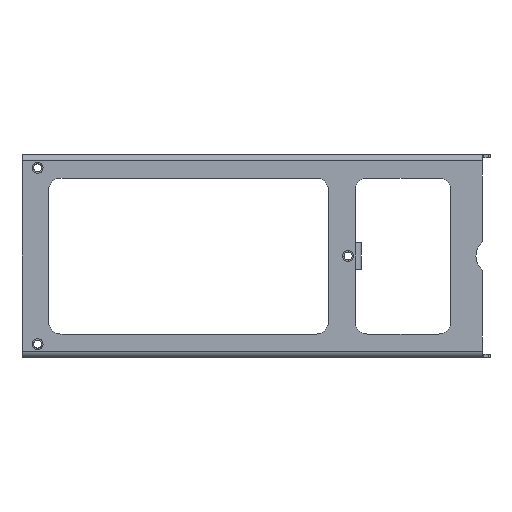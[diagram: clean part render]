
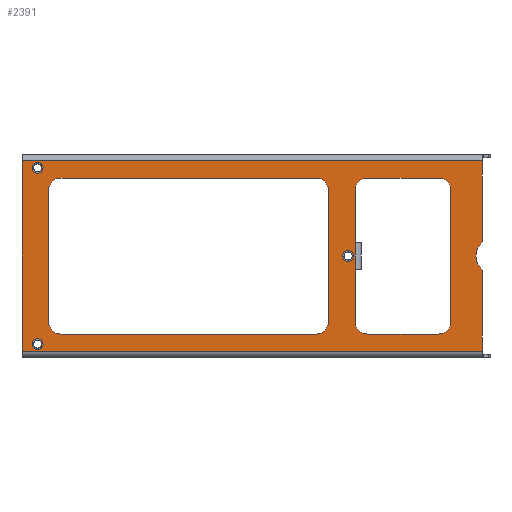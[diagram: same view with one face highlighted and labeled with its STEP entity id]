
A CAD part, front view. The second image highlights one B-rep face of the part: STEP entity #2391.
In plain terms, the highlighted planar face has unit normal (0, -1, 0).
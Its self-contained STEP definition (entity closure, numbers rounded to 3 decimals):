
#32=FACE_BOUND('',#360,.T.);
#33=FACE_BOUND('',#361,.T.);
#34=FACE_BOUND('',#362,.T.);
#35=FACE_BOUND('',#363,.T.);
#36=FACE_BOUND('',#364,.T.);
#99=PLANE('',#2628);
#220=FACE_OUTER_BOUND('',#359,.T.);
#359=EDGE_LOOP('',(#2161,#2162,#2163,#2164,#2165,#2166));
#360=EDGE_LOOP('',(#2167));
#361=EDGE_LOOP('',(#2168));
#362=EDGE_LOOP('',(#2169));
#363=EDGE_LOOP('',(#2170,#2171,#2172,#2173,#2174,#2175,#2176,#2177,#2178,
#2179));
#364=EDGE_LOOP('',(#2180,#2181,#2182,#2183,#2184,#2185,#2186,#2187));
#368=CIRCLE('',#2398,12.5);
#450=CIRCLE('',#2541,3.5);
#452=CIRCLE('',#2545,3.5);
#454=CIRCLE('',#2549,3.5);
#468=CIRCLE('',#2589,8.);
#469=CIRCLE('',#2592,8.);
#470=CIRCLE('',#2595,8.);
#471=CIRCLE('',#2598,8.);
#472=CIRCLE('',#2601,8.);
#473=CIRCLE('',#2603,8.);
#474=CIRCLE('',#2606,8.);
#475=CIRCLE('',#2609,8.);
#499=LINE('',#3403,#731);
#506=LINE('',#3424,#738);
#650=LINE('',#3869,#882);
#651=LINE('',#3872,#883);
#654=LINE('',#3877,#886);
#681=LINE('',#3948,#913);
#685=LINE('',#3957,#917);
#687=LINE('',#3964,#919);
#691=LINE('',#3973,#923);
#694=LINE('',#3983,#926);
#696=LINE('',#3990,#928);
#710=LINE('',#4021,#942);
#711=LINE('',#4030,#943);
#712=LINE('',#4034,#944);
#713=LINE('',#4035,#945);
#731=VECTOR('',#2684,51.835);
#738=VECTOR('',#2701,51.835);
#882=VECTOR('',#3137,17.);
#883=VECTOR('',#3140,33.5);
#886=VECTOR('',#3145,33.5);
#913=VECTOR('',#3222,84.);
#917=VECTOR('',#3232,163.5);
#919=VECTOR('',#3240,45.5);
#923=VECTOR('',#3250,45.5);
#926=VECTOR('',#3263,84.);
#928=VECTOR('',#3271,163.5);
#942=VECTOR('',#3309,84.);
#943=VECTOR('',#3324,295.);
#944=VECTOR('',#3329,295.);
#945=VECTOR('',#3330,122.);
#946=VERTEX_POINT('',#3341);
#948=VERTEX_POINT('',#3344);
#975=VERTEX_POINT('',#3402);
#984=VERTEX_POINT('',#3422);
#1113=VERTEX_POINT('',#3786);
#1128=VERTEX_POINT('',#3825);
#1130=VERTEX_POINT('',#3831);
#1132=VERTEX_POINT('',#3837);
#1137=VERTEX_POINT('',#3849);
#1140=VERTEX_POINT('',#3871);
#1141=VERTEX_POINT('',#3875);
#1158=VERTEX_POINT('',#3941);
#1159=VERTEX_POINT('',#3942);
#1160=VERTEX_POINT('',#3947);
#1161=VERTEX_POINT('',#3951);
#1162=VERTEX_POINT('',#3952);
#1163=VERTEX_POINT('',#3959);
#1164=VERTEX_POINT('',#3963);
#1165=VERTEX_POINT('',#3967);
#1166=VERTEX_POINT('',#3971);
#1167=VERTEX_POINT('',#3975);
#1168=VERTEX_POINT('',#3979);
#1169=VERTEX_POINT('',#3985);
#1170=VERTEX_POINT('',#3989);
#1171=VERTEX_POINT('',#3993);
#1176=VERTEX_POINT('',#4029);
#1177=VERTEX_POINT('',#4033);
#1179=EDGE_CURVE('',#948,#946,#368,.T.);
#1208=EDGE_CURVE('',#975,#948,#499,.T.);
#1219=EDGE_CURVE('',#946,#984,#506,.T.);
#1419=EDGE_CURVE('',#1128,#1128,#450,.T.);
#1421=EDGE_CURVE('',#1130,#1130,#452,.T.);
#1423=EDGE_CURVE('',#1132,#1132,#454,.T.);
#1438=EDGE_CURVE('',#1137,#1113,#650,.T.);
#1439=EDGE_CURVE('',#1140,#1137,#651,.T.);
#1442=EDGE_CURVE('',#1113,#1141,#654,.T.);
#1475=EDGE_CURVE('',#1158,#1159,#468,.T.);
#1478=EDGE_CURVE('',#1160,#1159,#681,.T.);
#1480=EDGE_CURVE('',#1161,#1162,#469,.T.);
#1483=EDGE_CURVE('',#1158,#1162,#685,.T.);
#1484=EDGE_CURVE('',#1140,#1163,#470,.T.);
#1486=EDGE_CURVE('',#1164,#1163,#687,.T.);
#1489=EDGE_CURVE('',#1165,#1141,#471,.T.);
#1491=EDGE_CURVE('',#1165,#1166,#691,.T.);
#1492=EDGE_CURVE('',#1167,#1166,#472,.T.);
#1494=EDGE_CURVE('',#1164,#1168,#473,.T.);
#1496=EDGE_CURVE('',#1167,#1168,#694,.T.);
#1497=EDGE_CURVE('',#1160,#1169,#474,.T.);
#1499=EDGE_CURVE('',#1170,#1169,#696,.T.);
#1501=EDGE_CURVE('',#1170,#1171,#475,.T.);
#1516=EDGE_CURVE('',#1161,#1171,#710,.T.);
#1519=EDGE_CURVE('',#975,#1176,#711,.T.);
#1521=EDGE_CURVE('',#1177,#984,#712,.T.);
#1522=EDGE_CURVE('',#1177,#1176,#713,.T.);
#2161=ORIENTED_EDGE('',*,*,#1179,.T.);
#2162=ORIENTED_EDGE('',*,*,#1219,.T.);
#2163=ORIENTED_EDGE('',*,*,#1521,.F.);
#2164=ORIENTED_EDGE('',*,*,#1522,.T.);
#2165=ORIENTED_EDGE('',*,*,#1519,.F.);
#2166=ORIENTED_EDGE('',*,*,#1208,.T.);
#2167=ORIENTED_EDGE('',*,*,#1419,.T.);
#2168=ORIENTED_EDGE('',*,*,#1421,.T.);
#2169=ORIENTED_EDGE('',*,*,#1423,.T.);
#2170=ORIENTED_EDGE('',*,*,#1439,.T.);
#2171=ORIENTED_EDGE('',*,*,#1438,.T.);
#2172=ORIENTED_EDGE('',*,*,#1442,.T.);
#2173=ORIENTED_EDGE('',*,*,#1489,.F.);
#2174=ORIENTED_EDGE('',*,*,#1491,.T.);
#2175=ORIENTED_EDGE('',*,*,#1492,.F.);
#2176=ORIENTED_EDGE('',*,*,#1496,.T.);
#2177=ORIENTED_EDGE('',*,*,#1494,.F.);
#2178=ORIENTED_EDGE('',*,*,#1486,.T.);
#2179=ORIENTED_EDGE('',*,*,#1484,.F.);
#2180=ORIENTED_EDGE('',*,*,#1478,.T.);
#2181=ORIENTED_EDGE('',*,*,#1475,.F.);
#2182=ORIENTED_EDGE('',*,*,#1483,.T.);
#2183=ORIENTED_EDGE('',*,*,#1480,.F.);
#2184=ORIENTED_EDGE('',*,*,#1516,.T.);
#2185=ORIENTED_EDGE('',*,*,#1501,.F.);
#2186=ORIENTED_EDGE('',*,*,#1499,.T.);
#2187=ORIENTED_EDGE('',*,*,#1497,.F.);
#2391=ADVANCED_FACE('',(#220,#32,#33,#34,#35,#36),#99,.T.);
#2398=AXIS2_PLACEMENT_3D('',#3345,#2638,#2639);
#2541=AXIS2_PLACEMENT_3D('',#3826,#3082,#3083);
#2545=AXIS2_PLACEMENT_3D('',#3832,#3090,#3091);
#2549=AXIS2_PLACEMENT_3D('',#3838,#3098,#3099);
#2589=AXIS2_PLACEMENT_3D('',#3943,#3216,#3217);
#2592=AXIS2_PLACEMENT_3D('',#3953,#3226,#3227);
#2595=AXIS2_PLACEMENT_3D('',#3960,#3235,#3236);
#2598=AXIS2_PLACEMENT_3D('',#3969,#3245,#3246);
#2601=AXIS2_PLACEMENT_3D('',#3976,#3253,#3254);
#2603=AXIS2_PLACEMENT_3D('',#3980,#3258,#3259);
#2606=AXIS2_PLACEMENT_3D('',#3986,#3266,#3267);
#2609=AXIS2_PLACEMENT_3D('',#3994,#3275,#3276);
#2628=AXIS2_PLACEMENT_3D('',#4032,#3327,#3328);
#2638=DIRECTION('center_axis',(0.,1.,0.));
#2639=DIRECTION('ref_axis',(-1.,0.,0.));
#2684=DIRECTION('',(0.,0.,1.));
#2701=DIRECTION('',(0.,0.,1.));
#3082=DIRECTION('center_axis',(0.,1.,0.));
#3083=DIRECTION('ref_axis',(1.,0.,0.));
#3090=DIRECTION('center_axis',(0.,1.,0.));
#3091=DIRECTION('ref_axis',(1.,0.,0.));
#3098=DIRECTION('center_axis',(0.,1.,0.));
#3099=DIRECTION('ref_axis',(1.,0.,0.));
#3137=DIRECTION('',(0.,0.,1.));
#3140=DIRECTION('',(0.,0.,1.));
#3145=DIRECTION('',(0.,0.,1.));
#3216=DIRECTION('center_axis',(0.,-1.,0.));
#3217=DIRECTION('ref_axis',(-0.707,0.,0.707));
#3222=DIRECTION('',(0.,0.,1.));
#3226=DIRECTION('center_axis',(0.,-1.,0.));
#3227=DIRECTION('ref_axis',(0.707,0.,0.707));
#3232=DIRECTION('',(1.,0.,0.));
#3235=DIRECTION('center_axis',(0.,-1.,0.));
#3236=DIRECTION('ref_axis',(-0.707,0.,-0.707));
#3240=DIRECTION('',(-1.,0.,0.));
#3245=DIRECTION('center_axis',(0.,-1.,0.));
#3246=DIRECTION('ref_axis',(-0.707,0.,0.707));
#3250=DIRECTION('',(1.,0.,0.));
#3253=DIRECTION('center_axis',(0.,-1.,0.));
#3254=DIRECTION('ref_axis',(0.707,0.,0.707));
#3258=DIRECTION('center_axis',(0.,-1.,0.));
#3259=DIRECTION('ref_axis',(0.707,0.,-0.707));
#3263=DIRECTION('',(0.,0.,-1.));
#3266=DIRECTION('center_axis',(0.,-1.,0.));
#3267=DIRECTION('ref_axis',(-0.707,0.,-0.707));
#3271=DIRECTION('',(-1.,0.,0.));
#3275=DIRECTION('center_axis',(0.,-1.,0.));
#3276=DIRECTION('ref_axis',(0.707,0.,-0.707));
#3309=DIRECTION('',(0.,0.,-1.));
#3324=DIRECTION('',(-1.,0.,0.));
#3327=DIRECTION('center_axis',(0.,-1.,0.));
#3328=DIRECTION('ref_axis',(0.,0.,-1.));
#3329=DIRECTION('',(1.,0.,0.));
#3330=DIRECTION('',(0.,0.,-1.));
#3341=CARTESIAN_POINT('',(0.,0.,9.165));
#3344=CARTESIAN_POINT('',(0.,0.,-9.165));
#3345=CARTESIAN_POINT('Origin',(8.5,0.,0.));
#3402=CARTESIAN_POINT('',(0.,0.,-61.));
#3403=CARTESIAN_POINT('',(0.,0.,0.));
#3422=CARTESIAN_POINT('',(0.,0.,61.));
#3424=CARTESIAN_POINT('',(0.,0.,0.));
#3786=CARTESIAN_POINT('',(-81.5,0.,8.5));
#3825=CARTESIAN_POINT('',(-82.5,0.,0.));
#3826=CARTESIAN_POINT('Origin',(-86.,0.,
0.));
#3831=CARTESIAN_POINT('',(-281.5,0.,-56.5));
#3832=CARTESIAN_POINT('Origin',(-285.,0.,-56.5));
#3837=CARTESIAN_POINT('',(-281.5,0.,56.5));
#3838=CARTESIAN_POINT('Origin',(-285.,0.,56.5));
#3849=CARTESIAN_POINT('',(-81.5,0.,-8.5));
#3869=CARTESIAN_POINT('',(-81.5,0.,-25.));
#3871=CARTESIAN_POINT('',(-81.5,0.,-42.));
#3872=CARTESIAN_POINT('',(-81.5,0.,-25.));
#3875=CARTESIAN_POINT('',(-81.5,0.,42.));
#3877=CARTESIAN_POINT('',(-81.5,0.,-25.));
#3941=CARTESIAN_POINT('',(-270.,0.,50.));
#3942=CARTESIAN_POINT('',(-278.,0.,42.));
#3943=CARTESIAN_POINT('Origin',(-270.,0.,42.));
#3947=CARTESIAN_POINT('',(-278.,0.,-42.));
#3948=CARTESIAN_POINT('',(-278.,0.,25.));
#3951=CARTESIAN_POINT('',(-98.5,0.,42.));
#3952=CARTESIAN_POINT('',(-106.5,0.,50.));
#3953=CARTESIAN_POINT('Origin',(-106.5,0.,42.));
#3957=CARTESIAN_POINT('',(-10.,0.,50.));
#3959=CARTESIAN_POINT('',(-73.5,0.,-50.));
#3960=CARTESIAN_POINT('Origin',(-73.5,0.,-42.));
#3963=CARTESIAN_POINT('',(-28.,0.,-50.));
#3964=CARTESIAN_POINT('',(-139.,0.,-50.));
#3967=CARTESIAN_POINT('',(-73.5,0.,50.));
#3969=CARTESIAN_POINT('Origin',(-73.5,0.,42.));
#3971=CARTESIAN_POINT('',(-28.,0.,50.));
#3973=CARTESIAN_POINT('',(-10.,0.,50.));
#3975=CARTESIAN_POINT('',(-20.,0.,42.));
#3976=CARTESIAN_POINT('Origin',(-28.,0.,42.));
#3979=CARTESIAN_POINT('',(-20.,0.,-42.));
#3980=CARTESIAN_POINT('Origin',(-28.,0.,-42.));
#3983=CARTESIAN_POINT('',(-20.,0.,-25.));
#3985=CARTESIAN_POINT('',(-270.,0.,-50.));
#3986=CARTESIAN_POINT('Origin',(-270.,0.,-42.));
#3989=CARTESIAN_POINT('',(-106.5,0.,-50.));
#3990=CARTESIAN_POINT('',(-139.,0.,-50.));
#3993=CARTESIAN_POINT('',(-98.5,0.,-42.));
#3994=CARTESIAN_POINT('Origin',(-106.5,0.,-42.));
#4021=CARTESIAN_POINT('',(-98.5,0.,25.));
#4029=CARTESIAN_POINT('',(-295.,0.,-61.));
#4030=CARTESIAN_POINT('',(-68.156,0.,-61.));
#4032=CARTESIAN_POINT('Origin',(0.,0.,0.));
#4033=CARTESIAN_POINT('',(-295.,0.,61.));
#4034=CARTESIAN_POINT('',(-68.156,0.,61.));
#4035=CARTESIAN_POINT('',(-295.,0.,0.));
